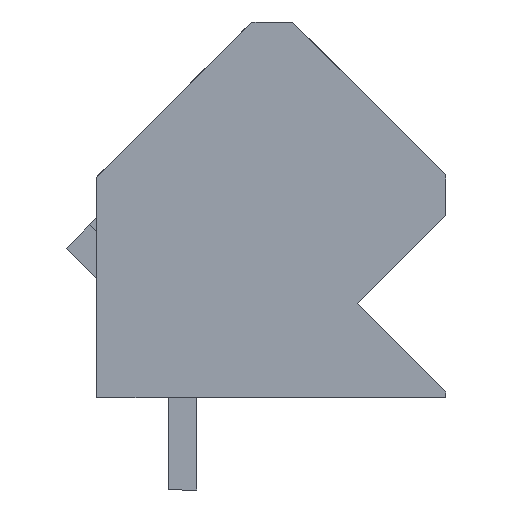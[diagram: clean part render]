
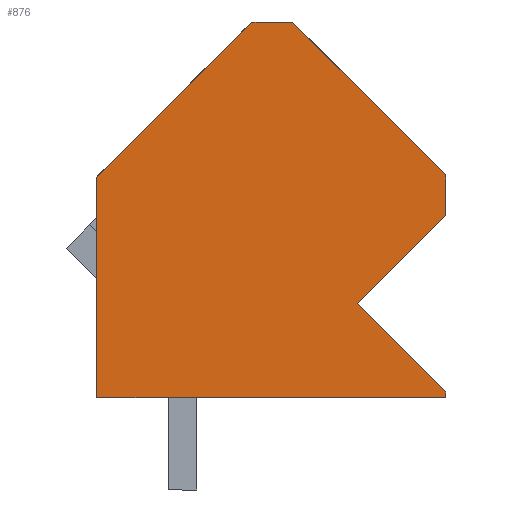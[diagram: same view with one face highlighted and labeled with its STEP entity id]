
A CAD part, left-side view. The second image highlights one B-rep face of the part: STEP entity #876.
In plain terms, the highlighted planar face has unit normal (-1, 0, 0).
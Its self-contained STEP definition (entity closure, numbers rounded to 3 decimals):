
#825=AXIS2_PLACEMENT_3D('Plane Axis2P3D',#822,#823,#824) ;
#255=CARTESIAN_POINT('Vertex',(0.,5.303,16.228)) ;
#258=CARTESIAN_POINT('Line Origine',(0.,2.651,13.577)) ;
#262=CARTESIAN_POINT('Vertex',(0.,0.,10.925)) ;
#440=CARTESIAN_POINT('Vertex',(0.,12.092,10.853)) ;
#443=CARTESIAN_POINT('Line Origine',(0.,9.405,13.541)) ;
#447=CARTESIAN_POINT('Vertex',(0.,6.717,16.228)) ;
#796=CARTESIAN_POINT('Line Origine',(0.,0.,10.218)) ;
#800=CARTESIAN_POINT('Vertex',(0.,0.,9.511)) ;
#822=CARTESIAN_POINT('Axis2P3D Location',(0.,13.152,0.)) ;
#827=CARTESIAN_POINT('Line Origine',(0.,6.046,3.2)) ;
#831=CARTESIAN_POINT('Vertex',(0.,12.092,3.2)) ;
#833=CARTESIAN_POINT('Vertex',(0.,0.,3.2)) ;
#836=CARTESIAN_POINT('Line Origine',(0.,0.,3.3)) ;
#840=CARTESIAN_POINT('Vertex',(0.,0.,3.4)) ;
#843=CARTESIAN_POINT('Line Origine',(0.,1.527,4.928)) ;
#847=CARTESIAN_POINT('Vertex',(0.,3.055,6.455)) ;
#850=CARTESIAN_POINT('Line Origine',(0.,1.527,7.983)) ;
#855=CARTESIAN_POINT('Line Origine',(0.,6.01,16.228)) ;
#860=CARTESIAN_POINT('Line Origine',(0.,12.092,7.027)) ;
#259=DIRECTION('Vector Direction',(0.,0.707,0.707)) ;
#444=DIRECTION('Vector Direction',(0.,0.707,-0.707)) ;
#797=DIRECTION('Vector Direction',(0.,0.,1.)) ;
#823=DIRECTION('Axis2P3D Direction',(-1.,0.,0.)) ;
#824=DIRECTION('Axis2P3D XDirection',(0.,-1.,0.)) ;
#828=DIRECTION('Vector Direction',(0.,-1.,0.)) ;
#837=DIRECTION('Vector Direction',(0.,0.,1.)) ;
#844=DIRECTION('Vector Direction',(0.,0.707,0.707)) ;
#851=DIRECTION('Vector Direction',(0.,-0.707,0.707)) ;
#856=DIRECTION('Vector Direction',(0.,1.,0.)) ;
#861=DIRECTION('Vector Direction',(0.,0.,-1.)) ;
#260=VECTOR('Line Direction',#259,1.) ;
#445=VECTOR('Line Direction',#444,1.) ;
#798=VECTOR('Line Direction',#797,1.) ;
#829=VECTOR('Line Direction',#828,1.) ;
#838=VECTOR('Line Direction',#837,1.) ;
#845=VECTOR('Line Direction',#844,1.) ;
#852=VECTOR('Line Direction',#851,1.) ;
#857=VECTOR('Line Direction',#856,1.) ;
#862=VECTOR('Line Direction',#861,1.) ;
#866=ORIENTED_EDGE('',*,*,#835,.T.) ;
#867=ORIENTED_EDGE('',*,*,#842,.T.) ;
#868=ORIENTED_EDGE('',*,*,#849,.T.) ;
#869=ORIENTED_EDGE('',*,*,#854,.T.) ;
#870=ORIENTED_EDGE('',*,*,#802,.T.) ;
#871=ORIENTED_EDGE('',*,*,#264,.T.) ;
#872=ORIENTED_EDGE('',*,*,#859,.T.) ;
#873=ORIENTED_EDGE('',*,*,#449,.T.) ;
#874=ORIENTED_EDGE('',*,*,#864,.T.) ;
#876=ADVANCED_FACE('HOUSING',(#875),#826,.T.) ;
#264=EDGE_CURVE('',#263,#256,#261,.T.) ;
#449=EDGE_CURVE('',#448,#441,#446,.T.) ;
#802=EDGE_CURVE('',#801,#263,#799,.T.) ;
#835=EDGE_CURVE('',#832,#834,#830,.T.) ;
#842=EDGE_CURVE('',#834,#841,#839,.T.) ;
#849=EDGE_CURVE('',#841,#848,#846,.T.) ;
#854=EDGE_CURVE('',#848,#801,#853,.T.) ;
#859=EDGE_CURVE('',#256,#448,#858,.T.) ;
#864=EDGE_CURVE('',#441,#832,#863,.T.) ;
#865=EDGE_LOOP('',(#866,#867,#868,#869,#870,#871,#872,#873,#874)) ;
#875=FACE_OUTER_BOUND('',#865,.T.) ;
#261=LINE('Line',#258,#260) ;
#446=LINE('Line',#443,#445) ;
#799=LINE('Line',#796,#798) ;
#830=LINE('Line',#827,#829) ;
#839=LINE('Line',#836,#838) ;
#846=LINE('Line',#843,#845) ;
#853=LINE('Line',#850,#852) ;
#858=LINE('Line',#855,#857) ;
#863=LINE('Line',#860,#862) ;
#826=PLANE('',#825) ;
#256=VERTEX_POINT('',#255) ;
#263=VERTEX_POINT('',#262) ;
#441=VERTEX_POINT('',#440) ;
#448=VERTEX_POINT('',#447) ;
#801=VERTEX_POINT('',#800) ;
#832=VERTEX_POINT('',#831) ;
#834=VERTEX_POINT('',#833) ;
#841=VERTEX_POINT('',#840) ;
#848=VERTEX_POINT('',#847) ;
